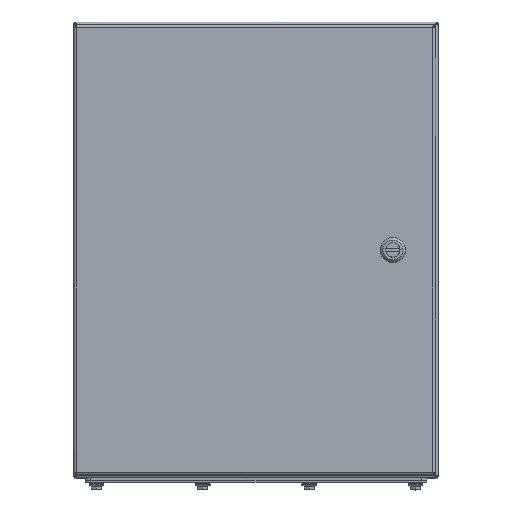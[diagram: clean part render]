
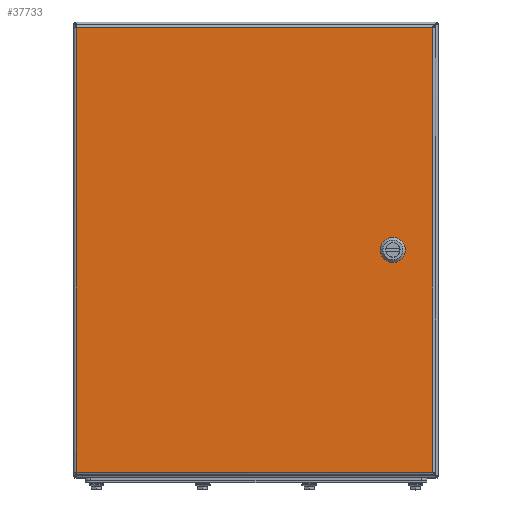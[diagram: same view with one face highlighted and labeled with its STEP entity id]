
A CAD part, top view. The second image highlights one B-rep face of the part: STEP entity #37733.
In plain terms, the highlighted planar face has unit normal (0, 0, 1).
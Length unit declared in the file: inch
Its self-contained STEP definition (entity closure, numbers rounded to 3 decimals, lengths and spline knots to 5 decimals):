
#312 = CARTESIAN_POINT ( 'NONE',  ( -4.11877, 9.875, -0.03125 ) ) ;
#1737 = EDGE_LOOP ( 'NONE', ( #31043, #33252, #58193, #21251 ) ) ;
#1742 = VERTEX_POINT ( 'NONE', #17277 ) ;
#2486 = CARTESIAN_POINT ( 'NONE',  ( -11.9354, 0.12087, -0.03125 ) ) ;
#2726 = CARTESIAN_POINT ( 'NONE',  ( -5.4729, 9.66238, -0.03125 ) ) ;
#4453 = ORIENTED_EDGE ( 'NONE', *, *, #15732, .T. ) ;
#4738 = VECTOR ( 'NONE', #12798, 39.37008 ) ;
#4785 = DIRECTION ( 'NONE',  ( 1., 0., 0. ) ) ;
#5365 = DIRECTION ( 'NONE',  ( 0., 0., -1. ) ) ;
#5781 = CIRCLE ( 'NONE', #61833, 0.453 ) ;
#5911 = CIRCLE ( 'NONE', #17784, 0.453 ) ;
#6041 = VERTEX_POINT ( 'NONE', #47791 ) ;
#7202 = DIRECTION ( 'NONE',  ( -1., 0., 0. ) ) ;
#7684 = ORIENTED_EDGE ( 'NONE', *, *, #15863, .T. ) ;
#8291 = CARTESIAN_POINT ( 'NONE',  ( -5.8729, 9.875, -0.03125 ) ) ;
#9436 = CARTESIAN_POINT ( 'NONE',  ( -19.75202, 19.62912, -0.03125 ) ) ;
#12798 = DIRECTION ( 'NONE',  ( -1., 0., 0. ) ) ;
#15165 = VECTOR ( 'NONE', #27538, 39.37008 ) ;
#15732 = EDGE_CURVE ( 'NONE', #30927, #60638, #26345, .T. ) ;
#15863 = EDGE_CURVE ( 'NONE', #22874, #62311, #16933, .T. ) ;
#16578 = EDGE_CURVE ( 'NONE', #60638, #22874, #5911, .T. ) ;
#16933 = LINE ( 'NONE', #2726, #44601 ) ;
#17176 = EDGE_CURVE ( 'NONE', #62311, #66023, #34030, .T. ) ;
#17277 = CARTESIAN_POINT ( 'NONE',  ( -6.2729, 10.08762, -0.03125 ) ) ;
#17378 = ORIENTED_EDGE ( 'NONE', *, *, #56694, .T. ) ;
#17686 = LINE ( 'NONE', #2486, #51153 ) ;
#17784 = AXIS2_PLACEMENT_3D ( 'NONE', #27447, #32177, #7202 ) ;
#18242 = CARTESIAN_POINT ( 'NONE',  ( -11.9354, 19.62912, -0.03125 ) ) ;
#19014 = EDGE_CURVE ( 'NONE', #1742, #30927, #61088, .T. ) ;
#19239 = DIRECTION ( 'NONE',  ( 0., -1., 0. ) ) ;
#20397 = CARTESIAN_POINT ( 'NONE',  ( -4.11877, 0.12087, -0.03125 ) ) ;
#20902 = DIRECTION ( 'NONE',  ( 0., -1., 0. ) ) ;
#21246 = EDGE_LOOP ( 'NONE', ( #50352, #7684, #31581, #41026, #32506, #17378, #47948, #4453 ) ) ;
#21251 = ORIENTED_EDGE ( 'NONE', *, *, #50280, .F. ) ;
#22089 = LINE ( 'NONE', #57546, #28332 ) ;
#22752 = DIRECTION ( 'NONE',  ( -1., 0., 0. ) ) ;
#22874 = VERTEX_POINT ( 'NONE', #25282 ) ;
#22970 = LINE ( 'NONE', #18242, #50612 ) ;
#23097 = FACE_BOUND ( 'NONE', #21246, .T. ) ;
#23247 = CARTESIAN_POINT ( 'NONE',  ( -6.08552, 9.475, -0.03125 ) ) ;
#25282 = CARTESIAN_POINT ( 'NONE',  ( -5.4729, 10.08762, -0.03125 ) ) ;
#25505 = AXIS2_PLACEMENT_3D ( 'NONE', #28853, #33597, #63997 ) ;
#26345 = LINE ( 'NONE', #46596, #59701 ) ;
#26854 = LINE ( 'NONE', #64014, #15165 ) ;
#27447 = CARTESIAN_POINT ( 'NONE',  ( -5.8729, 9.875, -0.03125 ) ) ;
#27538 = DIRECTION ( 'NONE',  ( 0., 1., 0. ) ) ;
#27714 = VECTOR ( 'NONE', #20902, 39.37008 ) ;
#28097 = EDGE_CURVE ( 'NONE', #44656, #31522, #45874, .T. ) ;
#28332 = VECTOR ( 'NONE', #42680, 39.37008 ) ;
#28853 = CARTESIAN_POINT ( 'NONE',  ( -5.8729, 9.875, -0.03125 ) ) ;
#30362 = EDGE_CURVE ( 'NONE', #66023, #6041, #45141, .T. ) ;
#30651 = CARTESIAN_POINT ( 'NONE',  ( -19.75202, 0.12087, -0.03125 ) ) ;
#30927 = VERTEX_POINT ( 'NONE', #41372 ) ;
#31043 = ORIENTED_EDGE ( 'NONE', *, *, #28097, .F. ) ;
#31498 = EDGE_CURVE ( 'NONE', #6041, #35695, #5781, .T. ) ;
#31522 = VERTEX_POINT ( 'NONE', #20397 ) ;
#31581 = ORIENTED_EDGE ( 'NONE', *, *, #17176, .T. ) ;
#32137 = EDGE_CURVE ( 'NONE', #66773, #44656, #22970, .T. ) ;
#32177 = DIRECTION ( 'NONE',  ( 0., 0., -1. ) ) ;
#32506 = ORIENTED_EDGE ( 'NONE', *, *, #31498, .T. ) ;
#33252 = ORIENTED_EDGE ( 'NONE', *, *, #32137, .F. ) ;
#33597 = DIRECTION ( 'NONE',  ( 0., 0., -1. ) ) ;
#33603 = DIRECTION ( 'NONE',  ( -1., 0., 0. ) ) ;
#34030 = CIRCLE ( 'NONE', #45852, 0.453 ) ;
#34889 = CARTESIAN_POINT ( 'NONE',  ( -5.66028, 10.275, -0.03125 ) ) ;
#35645 = EDGE_CURVE ( 'NONE', #45296, #66773, #22089, .T. ) ;
#35695 = VERTEX_POINT ( 'NONE', #63300 ) ;
#37733 = ADVANCED_FACE ( 'NONE', ( #63626, #23097 ), #64306, .F. ) ;
#37941 = DIRECTION ( 'NONE',  ( 0., 0., -1. ) ) ;
#38916 = DIRECTION ( 'NONE',  ( -1., 0., 0. ) ) ;
#41026 = ORIENTED_EDGE ( 'NONE', *, *, #30362, .T. ) ;
#41372 = CARTESIAN_POINT ( 'NONE',  ( -6.08552, 10.275, -0.03125 ) ) ;
#42680 = DIRECTION ( 'NONE',  ( 0., 1., 0. ) ) ;
#43563 = DIRECTION ( 'NONE',  ( 1., 0., 0. ) ) ;
#44362 = CARTESIAN_POINT ( 'NONE',  ( -5.66028, 9.475, -0.03125 ) ) ;
#44601 = VECTOR ( 'NONE', #19239, 39.37008 ) ;
#44656 = VERTEX_POINT ( 'NONE', #44675 ) ;
#44675 = CARTESIAN_POINT ( 'NONE',  ( -4.11877, 19.62912, -0.03125 ) ) ;
#45141 = LINE ( 'NONE', #23247, #4738 ) ;
#45296 = VERTEX_POINT ( 'NONE', #30651 ) ;
#45852 = AXIS2_PLACEMENT_3D ( 'NONE', #61409, #5365, #56355 ) ;
#45874 = LINE ( 'NONE', #312, #27714 ) ;
#46596 = CARTESIAN_POINT ( 'NONE',  ( -5.66028, 10.275, -0.03125 ) ) ;
#47791 = CARTESIAN_POINT ( 'NONE',  ( -6.08552, 9.475, -0.03125 ) ) ;
#47948 = ORIENTED_EDGE ( 'NONE', *, *, #19014, .T. ) ;
#48344 = CARTESIAN_POINT ( 'NONE',  ( -5.4729, 9.66238, -0.03125 ) ) ;
#50280 = EDGE_CURVE ( 'NONE', #31522, #45296, #17686, .T. ) ;
#50352 = ORIENTED_EDGE ( 'NONE', *, *, #16578, .T. ) ;
#50612 = VECTOR ( 'NONE', #43563, 39.37008 ) ;
#51153 = VECTOR ( 'NONE', #38916, 39.37008 ) ;
#53083 = AXIS2_PLACEMENT_3D ( 'NONE', #54165, #37941, #22752 ) ;
#54165 = CARTESIAN_POINT ( 'NONE',  ( -11.9354, 9.875, -0.03125 ) ) ;
#56355 = DIRECTION ( 'NONE',  ( -1., 0., 0. ) ) ;
#56694 = EDGE_CURVE ( 'NONE', #35695, #1742, #26854, .T. ) ;
#57546 = CARTESIAN_POINT ( 'NONE',  ( -19.75202, 9.875, -0.03125 ) ) ;
#58193 = ORIENTED_EDGE ( 'NONE', *, *, #35645, .F. ) ;
#59701 = VECTOR ( 'NONE', #4785, 39.37008 ) ;
#59917 = DIRECTION ( 'NONE',  ( 0., 0., -1. ) ) ;
#60638 = VERTEX_POINT ( 'NONE', #34889 ) ;
#61088 = CIRCLE ( 'NONE', #25505, 0.453 ) ;
#61409 = CARTESIAN_POINT ( 'NONE',  ( -5.8729, 9.875, -0.03125 ) ) ;
#61833 = AXIS2_PLACEMENT_3D ( 'NONE', #8291, #59917, #33603 ) ;
#62311 = VERTEX_POINT ( 'NONE', #48344 ) ;
#63300 = CARTESIAN_POINT ( 'NONE',  ( -6.2729, 9.66238, -0.03125 ) ) ;
#63626 = FACE_OUTER_BOUND ( 'NONE', #1737, .T. ) ;
#63997 = DIRECTION ( 'NONE',  ( -1., 0., 0. ) ) ;
#64014 = CARTESIAN_POINT ( 'NONE',  ( -6.2729, 10.08762, -0.03125 ) ) ;
#64306 = PLANE ( 'NONE',  #53083 ) ;
#66023 = VERTEX_POINT ( 'NONE', #44362 ) ;
#66773 = VERTEX_POINT ( 'NONE', #9436 ) ;
